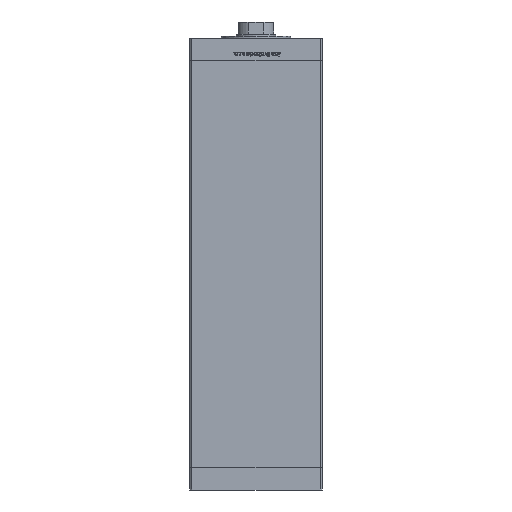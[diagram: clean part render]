
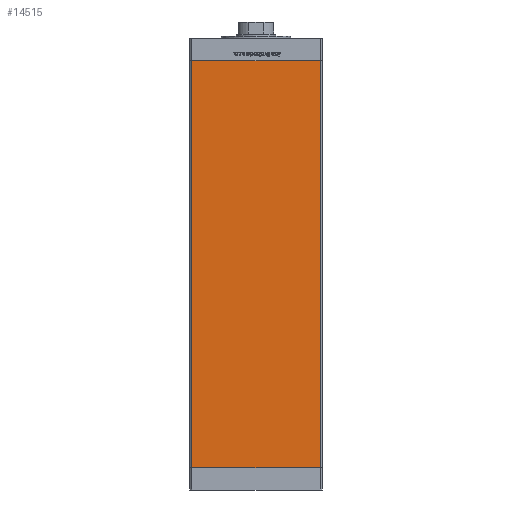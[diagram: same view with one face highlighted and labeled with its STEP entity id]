
A CAD part, front view. The second image highlights one B-rep face of the part: STEP entity #14515.
In plain terms, the highlighted planar face has unit normal (0, -1, 0).
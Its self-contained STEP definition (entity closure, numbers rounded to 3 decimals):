
#1326 = VECTOR ( 'NONE', #35125, 1000. ) ;
#2133 = CARTESIAN_POINT ( 'NONE',  ( -58., -51., 368.5 ) ) ;
#3806 = CARTESIAN_POINT ( 'NONE',  ( -58., -51., 0. ) ) ;
#7730 = ORIENTED_EDGE ( 'NONE', *, *, #41034, .F. ) ;
#11069 = VERTEX_POINT ( 'NONE', #44369 ) ;
#12375 = VECTOR ( 'NONE', #31824, 1000. ) ;
#12974 = ORIENTED_EDGE ( 'NONE', *, *, #45414, .T. ) ;
#13211 = DIRECTION ( 'NONE',  ( 0., 0., -1. ) ) ;
#14515 = ADVANCED_FACE ( 'NONE', ( #25123 ), #16749, .F. ) ;
#16159 = EDGE_LOOP ( 'NONE', ( #30144, #42430, #7730, #12974 ) ) ;
#16381 = CARTESIAN_POINT ( 'NONE',  ( -58., -51., 368.5 ) ) ;
#16749 = PLANE ( 'NONE',  #33968 ) ;
#21174 = CARTESIAN_POINT ( 'NONE',  ( -58., -51., 368.5 ) ) ;
#23576 = CARTESIAN_POINT ( 'NONE',  ( -58., -51., 368.5 ) ) ;
#25123 = FACE_OUTER_BOUND ( 'NONE', #16159, .T. ) ;
#30144 = ORIENTED_EDGE ( 'NONE', *, *, #41904, .T. ) ;
#30202 = LINE ( 'NONE', #45925, #34837 ) ;
#31168 = LINE ( 'NONE', #23576, #1326 ) ;
#31386 = CARTESIAN_POINT ( 'NONE',  ( 58., -51., 368.5 ) ) ;
#31824 = DIRECTION ( 'NONE',  ( 0., 0., -1. ) ) ;
#32710 = DIRECTION ( 'NONE',  ( 0., 0., 1. ) ) ;
#33623 = LINE ( 'NONE', #41980, #46656 ) ;
#33968 = AXIS2_PLACEMENT_3D ( 'NONE', #21174, #49202, #32710 ) ;
#34837 = VECTOR ( 'NONE', #37578, 1000. ) ;
#35125 = DIRECTION ( 'NONE',  ( 1., 0., 0. ) ) ;
#37578 = DIRECTION ( 'NONE',  ( 1., 0., 0. ) ) ;
#38896 = VERTEX_POINT ( 'NONE', #31386 ) ;
#41034 = EDGE_CURVE ( 'NONE', #45795, #38896, #31168, .T. ) ;
#41904 = EDGE_CURVE ( 'NONE', #42650, #11069, #30202, .T. ) ;
#41980 = CARTESIAN_POINT ( 'NONE',  ( 58., -51., 368.5 ) ) ;
#42430 = ORIENTED_EDGE ( 'NONE', *, *, #50461, .F. ) ;
#42650 = VERTEX_POINT ( 'NONE', #3806 ) ;
#44369 = CARTESIAN_POINT ( 'NONE',  ( 58., -51., 0. ) ) ;
#44637 = LINE ( 'NONE', #16381, #12375 ) ;
#45414 = EDGE_CURVE ( 'NONE', #45795, #42650, #44637, .T. ) ;
#45795 = VERTEX_POINT ( 'NONE', #2133 ) ;
#45925 = CARTESIAN_POINT ( 'NONE',  ( -58., -51., 0. ) ) ;
#46656 = VECTOR ( 'NONE', #13211, 1000. ) ;
#49202 = DIRECTION ( 'NONE',  ( 0., 1., 0. ) ) ;
#50461 = EDGE_CURVE ( 'NONE', #38896, #11069, #33623, .T. ) ;
